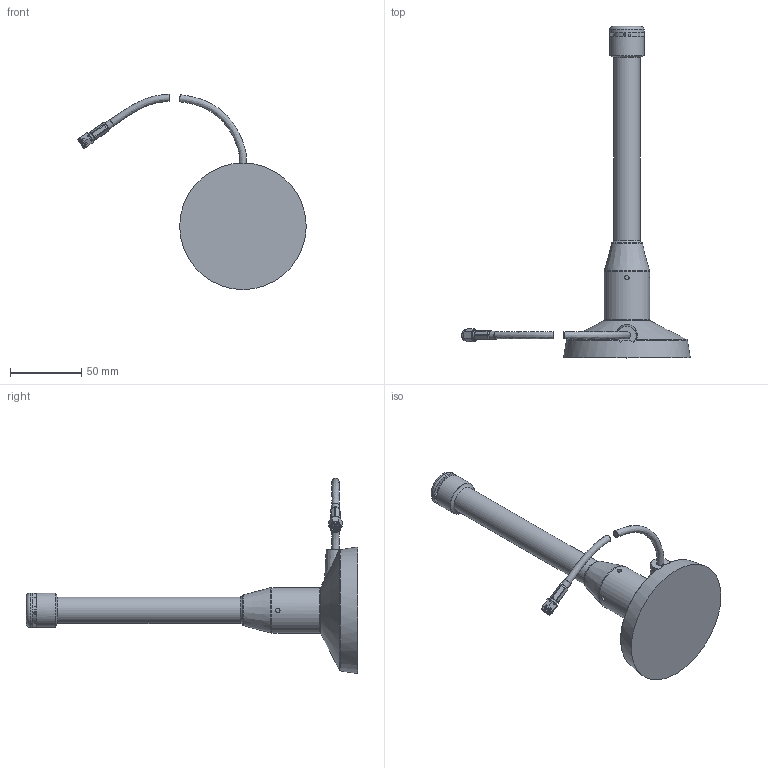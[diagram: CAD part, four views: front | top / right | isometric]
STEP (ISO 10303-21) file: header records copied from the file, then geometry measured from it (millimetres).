
FILE_DESCRIPTION (( 'STEP AP214' ), '1' );
FILE_NAME ('RE04U-RSP.STEP', '2018-03-20T13:15:50', ( '' ), ( '' ), 'SwSTEP 2.0', 'SolidWorks 2017', '' );
FILE_SCHEMA (( 'AUTOMOTIVE_DESIGN' ));
Length unit declared in the file: millimetre
Products named in the file (9): HMA3-XXXARSP; ARSP-1100; ARSP-1100-MA3; HEATSH-HEX_stepd_195Black; 8 Foot-195_Black; HMA3-XXXAYY_BASE; HG2404U; RE04U-RSP
Assembly tree (8 placements, depth 4):
  RE04U-RSP
    HG2404U
    HMA3-XXXARSP
      HMA3-XXXAYY_BASE
      8 Foot-195_Black
      HEATSH-HEX_stepd_195Black
      ARSP-1100
        ARSP-1100
        ARSP-1100-MA3
Bounding box: 160.41 x 233.02 x 137.08 mm (x, y, z)
Volume: 201846.2 mm3; surface area: 38892.1 mm2
Topology: 7 solids, 7 shells, 297 faces, 639 edges, 385 vertices
Faces by surface type: plane 127, cone 80, cylinder 72, torus 7, sphere 6, bspline 5
Full cylindrical faces by diameter (mm): 0.6 x4, 0.95 x1, 1.27 x1, 1.3 x1, 1.312 x1, 1.561 x1, 1.6 x1, 1.65 x1, 1.7 x2, 1.8 x1, 2.7 x1, 2.98 x1, 3.048 x4, 4.55 x1, 4.953 x1, 5.588 x1, 6 x1, 6.4 x1, 6.5 x3, 6.98 x1, 7.7 x1, 8 x1, 13.386 x1, 13.538 x1, 15.428 x1, 15.875 x1, 17.473 x1, 18.542 x1, 18.923 x1, 19.2 x1
Entity records: 9434 total; most frequent: CARTESIAN_POINT 2392, DIRECTION 1278, ORIENTED_EDGE 1018, AXIS2_PLACEMENT_3D 543, EDGE_CURVE 509, EDGE_LOOP 442, VERTEX_POINT 365, FACE_OUTER_BOUND 348
